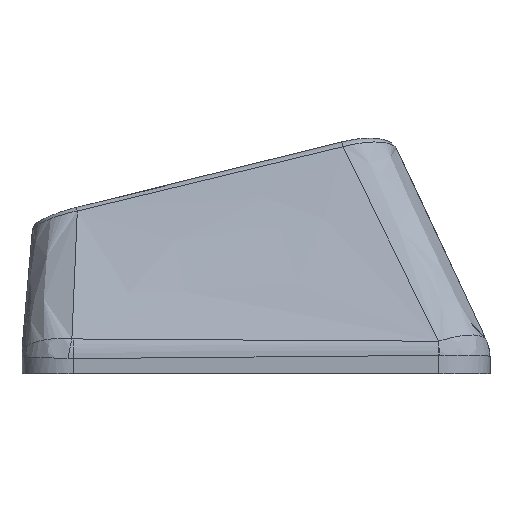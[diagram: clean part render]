
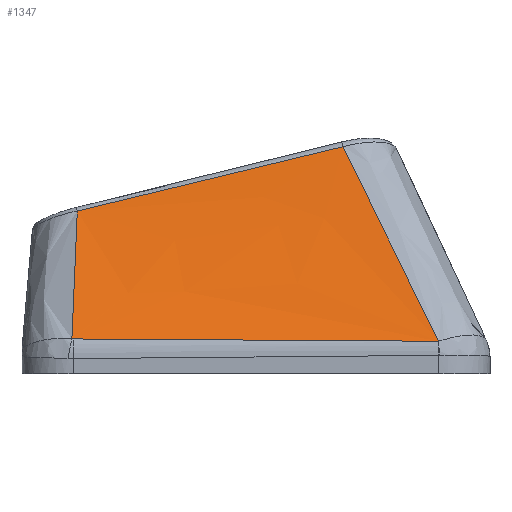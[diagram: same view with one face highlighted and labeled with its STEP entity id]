
A CAD part, left-side view. The second image highlights one B-rep face of the part: STEP entity #1347.
In plain terms, the highlighted free-form (B-spline) face has degree [3, 3] with [4, 4] control points.
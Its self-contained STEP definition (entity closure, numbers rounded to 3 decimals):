
#228=FACE_OUTER_BOUND('',#308,.T.);
#308=EDGE_LOOP('',(#948,#949,#950,#951,#952,#953));
#402=B_SPLINE_CURVE_WITH_KNOTS('',3,(#2106,#2107,#2108,#2109),
 .UNSPECIFIED.,.F.,.F.,(4,4),(0.,0.001),.UNSPECIFIED.);
#404=B_SPLINE_CURVE_WITH_KNOTS('',3,(#2133,#2134,#2135,#2136),
 .UNSPECIFIED.,.F.,.F.,(4,4),(0.,1.416),.UNSPECIFIED.);
#406=B_SPLINE_CURVE_WITH_KNOTS('',3,(#2160,#2161,#2162,#2163),
 .UNSPECIFIED.,.F.,.F.,(4,4),(0.,0.005),
 .UNSPECIFIED.);
#421=B_SPLINE_CURVE_WITH_KNOTS('',3,(#2439,#2440,#2441,#2442),
 .UNSPECIFIED.,.F.,.F.,(4,4),(0.03,0.922),
 .UNSPECIFIED.);
#422=B_SPLINE_CURVE_WITH_KNOTS('',3,(#2444,#2445,#2446,#2447),
 .UNSPECIFIED.,.F.,.F.,(4,4),(-1.06,0.),
 .UNSPECIFIED.);
#423=B_SPLINE_CURVE_WITH_KNOTS('',3,(#2448,#2449,#2450,#2451),
 .UNSPECIFIED.,.F.,.F.,(4,4),(-0.6,-0.022),
 .UNSPECIFIED.);
#525=VERTEX_POINT('',#2068);
#527=VERTEX_POINT('',#2099);
#529=VERTEX_POINT('',#2126);
#531=VERTEX_POINT('',#2153);
#547=VERTEX_POINT('',#2438);
#548=VERTEX_POINT('',#2443);
#677=EDGE_CURVE('',#525,#527,#402,.T.);
#680=EDGE_CURVE('',#527,#529,#404,.T.);
#683=EDGE_CURVE('',#529,#531,#406,.T.);
#707=EDGE_CURVE('',#547,#525,#421,.T.);
#708=EDGE_CURVE('',#548,#547,#422,.T.);
#709=EDGE_CURVE('',#531,#548,#423,.T.);
#948=ORIENTED_EDGE('',*,*,#683,.F.);
#949=ORIENTED_EDGE('',*,*,#680,.F.);
#950=ORIENTED_EDGE('',*,*,#677,.F.);
#951=ORIENTED_EDGE('',*,*,#707,.F.);
#952=ORIENTED_EDGE('',*,*,#708,.F.);
#953=ORIENTED_EDGE('',*,*,#709,.F.);
#1299=B_SPLINE_SURFACE_WITH_KNOTS('',3,3,((#2422,#2423,#2424,#2425),(#2426,
#2427,#2428,#2429),(#2430,#2431,#2432,#2433),(#2434,#2435,#2436,#2437)),
 .UNSPECIFIED.,.F.,.F.,.F.,(4,4),(4,4),(0.103,0.893),
(0.032,0.968),.UNSPECIFIED.);
#1347=ADVANCED_FACE('',(#228),#1299,.T.);
#2068=CARTESIAN_POINT('',(-11.358,-7.087,0.264));
#2099=CARTESIAN_POINT('',(-11.358,-7.077,0.264));
#2106=CARTESIAN_POINT('Ctrl Pts',(-11.358,-7.087,0.264));
#2107=CARTESIAN_POINT('Ctrl Pts',(-11.358,-7.083,0.264));
#2108=CARTESIAN_POINT('Ctrl Pts',(-11.358,-7.08,0.264));
#2109=CARTESIAN_POINT('Ctrl Pts',(-11.358,-7.077,0.264));
#2126=CARTESIAN_POINT('',(-11.253,7.09,0.353));
#2133=CARTESIAN_POINT('Ctrl Pts',(-11.358,-7.077,0.264));
#2134=CARTESIAN_POINT('Ctrl Pts',(-11.337,-2.356,0.287));
#2135=CARTESIAN_POINT('Ctrl Pts',(-11.31,2.366,0.316));
#2136=CARTESIAN_POINT('Ctrl Pts',(-11.253,7.09,0.353));
#2153=CARTESIAN_POINT('',(-11.25,7.144,0.358));
#2160=CARTESIAN_POINT('Ctrl Pts',(-11.253,7.09,0.353));
#2161=CARTESIAN_POINT('Ctrl Pts',(-11.253,7.108,0.353));
#2162=CARTESIAN_POINT('Ctrl Pts',(-11.252,7.126,0.355));
#2163=CARTESIAN_POINT('Ctrl Pts',(-11.25,7.144,0.358));
#2422=CARTESIAN_POINT('Ctrl Pts',(-8.343,-3.781,7.908));
#2423=CARTESIAN_POINT('Ctrl Pts',(-9.348,-4.883,5.36));
#2424=CARTESIAN_POINT('Ctrl Pts',(-10.353,-5.985,2.812));
#2425=CARTESIAN_POINT('Ctrl Pts',(-11.358,-7.087,0.264));
#2426=CARTESIAN_POINT('Ctrl Pts',(-8.343,-0.13,
7.03));
#2427=CARTESIAN_POINT('Ctrl Pts',(-9.348,-0.868,
4.765));
#2428=CARTESIAN_POINT('Ctrl Pts',(-10.353,-1.606,2.5));
#2429=CARTESIAN_POINT('Ctrl Pts',(-11.358,-2.344,0.235));
#2430=CARTESIAN_POINT('Ctrl Pts',(-8.343,3.52,6.151));
#2431=CARTESIAN_POINT('Ctrl Pts',(-9.348,3.146,4.169));
#2432=CARTESIAN_POINT('Ctrl Pts',(-10.353,2.773,2.187));
#2433=CARTESIAN_POINT('Ctrl Pts',(-11.358,2.399,0.205));
#2434=CARTESIAN_POINT('Ctrl Pts',(-8.343,7.17,5.273));
#2435=CARTESIAN_POINT('Ctrl Pts',(-9.348,7.161,3.574));
#2436=CARTESIAN_POINT('Ctrl Pts',(-10.353,7.152,1.875));
#2437=CARTESIAN_POINT('Ctrl Pts',(-11.358,7.143,0.176));
#2438=CARTESIAN_POINT('',(-8.343,-3.37,7.809));
#2439=CARTESIAN_POINT('Ctrl Pts',(-8.343,-3.37,7.809));
#2440=CARTESIAN_POINT('Ctrl Pts',(-9.361,-4.619,5.302));
#2441=CARTESIAN_POINT('Ctrl Pts',(-10.363,-5.856,2.785));
#2442=CARTESIAN_POINT('Ctrl Pts',(-11.358,-7.087,0.264));
#2443=CARTESIAN_POINT('',(-8.349,6.935,5.318));
#2444=CARTESIAN_POINT('Ctrl Pts',(-8.349,6.935,5.318));
#2445=CARTESIAN_POINT('Ctrl Pts',(-8.348,3.499,6.144));
#2446=CARTESIAN_POINT('Ctrl Pts',(-8.345,0.064,
6.976));
#2447=CARTESIAN_POINT('Ctrl Pts',(-8.343,-3.37,7.809));
#2448=CARTESIAN_POINT('Ctrl Pts',(-11.25,7.144,0.358));
#2449=CARTESIAN_POINT('Ctrl Pts',(-10.275,7.059,2.008));
#2450=CARTESIAN_POINT('Ctrl Pts',(-9.307,6.987,3.661));
#2451=CARTESIAN_POINT('Ctrl Pts',(-8.349,6.935,5.318));
